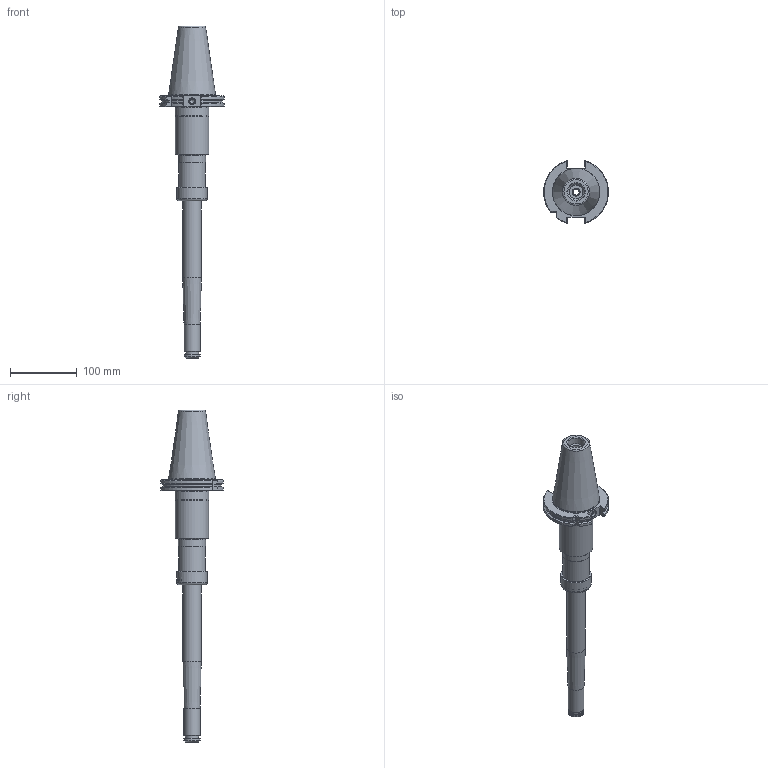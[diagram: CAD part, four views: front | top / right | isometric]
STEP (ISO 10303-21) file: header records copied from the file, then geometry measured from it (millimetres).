
FILE_DESCRIPTION(/* description */ (''),/* implementation_level */ '2;1');
FILE_NAME(/* name */ '885273230.stp',/* time_stamp */ '2023-03-15T12:14:43',/* author */ ('Ratnasingam Jekanthan'),/* organization */ ('REGO-FIX'),/* preprocessor_version */ ' Unknown',/* originating_system */ 'SIEMENS PLM Software Solid Edge ST10',/* authorization */ 'Unknown');
FILE_SCHEMA (('AUTOMOTIVE_DESIGN { 1 0 10303 214 2 1 1}'));
Length unit declared in the file: millimetre
Products named in the file (1): NOCUT
Bounding box: 97.32 x 93.58 x 497.1 mm (x, y, z)
Volume: 620152.9 mm3; surface area: 106836 mm2
Topology: 1 solids, 3 shells, 179 faces, 423 edges, 264 vertices
Faces by surface type: plane 59, cone 50, cylinder 43, torus 27
Full cylindrical faces by diameter (mm): 7 x1, 9 x1, 10 x2, 13 x1, 15 x1, 19.5 x1, 20.752 x2, 23.8 x1, 24 x2, 24.7 x1, 25 x2, 28 x1, 29 x1, 33 x1, 34 x1, 38.376 x1, 40 x1, 40.05 x1, 40.5 x2, 43.3 x1, 45.65 x1, 50 x1, 50.5 x1
Entity records: 5860 total; most frequent: CARTESIAN_POINT 902, DIRECTION 788, ORIENTED_EDGE 630, AXIS2_PLACEMENT_3D 342, EDGE_CURVE 315, FACE_BOUND 287, EDGE_LOOP 286, VERTEX_POINT 244
